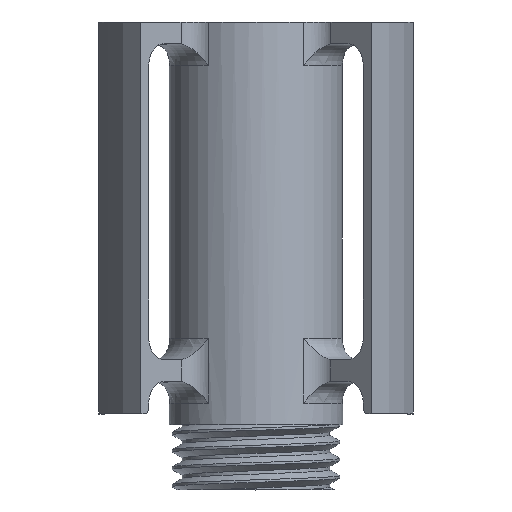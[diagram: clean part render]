
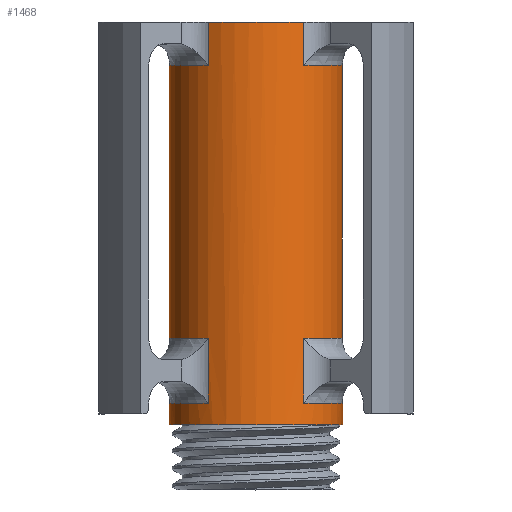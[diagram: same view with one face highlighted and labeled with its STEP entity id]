
A CAD part, top view. The second image highlights one B-rep face of the part: STEP entity #1468.
In plain terms, the highlighted cylindrical face has radius 20 mm (diameter 40 mm), a full revolution.
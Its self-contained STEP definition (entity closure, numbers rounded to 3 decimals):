
#18=FACE_BOUND('',#163,.T.);
#19=FACE_BOUND('',#164,.T.);
#20=FACE_BOUND('',#165,.T.);
#82=FACE_OUTER_BOUND('',#162,.T.);
#162=EDGE_LOOP('',(#1021,#1022,#1023,#1024,#1025,#1026,#1027,#1028,#1029,
#1030,#1031,#1032,#1033,#1034,#1035,#1036));
#163=EDGE_LOOP('',(#1037,#1038,#1039,#1040));
#164=EDGE_LOOP('',(#1041,#1042,#1043,#1044));
#165=EDGE_LOOP('',(#1045,#1046,#1047,#1048));
#240=CIRCLE('',#1563,20.);
#242=CIRCLE('',#1566,20.);
#252=CIRCLE('',#1580,20.);
#253=CIRCLE('',#1581,20.);
#254=CIRCLE('',#1582,20.);
#255=CIRCLE('',#1583,20.);
#256=CIRCLE('',#1584,20.);
#257=CIRCLE('',#1585,20.);
#258=CIRCLE('',#1586,20.);
#259=CIRCLE('',#1587,20.);
#260=CIRCLE('',#1588,20.);
#261=CIRCLE('',#1589,20.);
#262=CIRCLE('',#1590,20.);
#263=CIRCLE('',#1591,20.);
#395=LINE('',#2643,#479);
#397=LINE('',#2714,#481);
#409=LINE('',#2752,#493);
#410=LINE('',#2756,#494);
#411=LINE('',#2760,#495);
#412=LINE('',#2764,#496);
#413=LINE('',#2768,#497);
#414=LINE('',#2772,#498);
#415=LINE('',#2776,#499);
#416=LINE('',#2780,#500);
#417=LINE('',#2784,#501);
#418=LINE('',#2790,#502);
#419=LINE('',#2793,#503);
#479=VECTOR('',#1771,10.);
#481=VECTOR('',#1795,10.);
#493=VECTOR('',#1827,20.);
#494=VECTOR('',#1830,10.);
#495=VECTOR('',#1833,10.);
#496=VECTOR('',#1836,10.);
#497=VECTOR('',#1839,10.);
#498=VECTOR('',#1842,10.);
#499=VECTOR('',#1845,10.);
#500=VECTOR('',#1848,10.);
#501=VECTOR('',#1851,10.);
#502=VECTOR('',#1856,10.);
#503=VECTOR('',#1859,10.);
#575=VERTEX_POINT('',#2641);
#576=VERTEX_POINT('',#2642);
#581=VERTEX_POINT('',#2676);
#583=VERTEX_POINT('',#2693);
#601=VERTEX_POINT('',#2749);
#602=VERTEX_POINT('',#2751);
#603=VERTEX_POINT('',#2753);
#604=VERTEX_POINT('',#2755);
#605=VERTEX_POINT('',#2757);
#606=VERTEX_POINT('',#2759);
#607=VERTEX_POINT('',#2761);
#608=VERTEX_POINT('',#2763);
#609=VERTEX_POINT('',#2765);
#610=VERTEX_POINT('',#2767);
#611=VERTEX_POINT('',#2769);
#612=VERTEX_POINT('',#2771);
#613=VERTEX_POINT('',#2773);
#614=VERTEX_POINT('',#2775);
#615=VERTEX_POINT('',#2778);
#616=VERTEX_POINT('',#2779);
#617=VERTEX_POINT('',#2781);
#618=VERTEX_POINT('',#2783);
#619=VERTEX_POINT('',#2786);
#620=VERTEX_POINT('',#2787);
#621=VERTEX_POINT('',#2789);
#622=VERTEX_POINT('',#2791);
#738=EDGE_CURVE('',#575,#576,#395,.T.);
#744=EDGE_CURVE('',#576,#581,#240,.T.);
#747=EDGE_CURVE('',#583,#575,#242,.T.);
#752=EDGE_CURVE('',#581,#583,#397,.T.);
#770=EDGE_CURVE('',#601,#601,#252,.T.);
#771=EDGE_CURVE('',#601,#602,#409,.T.);
#772=EDGE_CURVE('',#603,#602,#253,.T.);
#773=EDGE_CURVE('',#604,#603,#410,.T.);
#774=EDGE_CURVE('',#605,#604,#254,.T.);
#775=EDGE_CURVE('',#606,#605,#411,.T.);
#776=EDGE_CURVE('',#607,#606,#255,.T.);
#777=EDGE_CURVE('',#608,#607,#412,.T.);
#778=EDGE_CURVE('',#609,#608,#256,.T.);
#779=EDGE_CURVE('',#610,#609,#413,.T.);
#780=EDGE_CURVE('',#611,#610,#257,.T.);
#781=EDGE_CURVE('',#612,#611,#414,.T.);
#782=EDGE_CURVE('',#613,#612,#258,.T.);
#783=EDGE_CURVE('',#614,#613,#415,.T.);
#784=EDGE_CURVE('',#602,#614,#259,.T.);
#785=EDGE_CURVE('',#615,#616,#416,.T.);
#786=EDGE_CURVE('',#617,#615,#260,.T.);
#787=EDGE_CURVE('',#618,#617,#417,.T.);
#788=EDGE_CURVE('',#616,#618,#261,.T.);
#789=EDGE_CURVE('',#619,#620,#262,.T.);
#790=EDGE_CURVE('',#621,#619,#418,.T.);
#791=EDGE_CURVE('',#622,#621,#263,.T.);
#792=EDGE_CURVE('',#620,#622,#419,.T.);
#1021=ORIENTED_EDGE('',*,*,#770,.T.);
#1022=ORIENTED_EDGE('',*,*,#771,.T.);
#1023=ORIENTED_EDGE('',*,*,#772,.F.);
#1024=ORIENTED_EDGE('',*,*,#773,.F.);
#1025=ORIENTED_EDGE('',*,*,#774,.F.);
#1026=ORIENTED_EDGE('',*,*,#775,.F.);
#1027=ORIENTED_EDGE('',*,*,#776,.F.);
#1028=ORIENTED_EDGE('',*,*,#777,.F.);
#1029=ORIENTED_EDGE('',*,*,#778,.F.);
#1030=ORIENTED_EDGE('',*,*,#779,.F.);
#1031=ORIENTED_EDGE('',*,*,#780,.F.);
#1032=ORIENTED_EDGE('',*,*,#781,.F.);
#1033=ORIENTED_EDGE('',*,*,#782,.F.);
#1034=ORIENTED_EDGE('',*,*,#783,.F.);
#1035=ORIENTED_EDGE('',*,*,#784,.F.);
#1036=ORIENTED_EDGE('',*,*,#771,.F.);
#1037=ORIENTED_EDGE('',*,*,#785,.F.);
#1038=ORIENTED_EDGE('',*,*,#786,.F.);
#1039=ORIENTED_EDGE('',*,*,#787,.F.);
#1040=ORIENTED_EDGE('',*,*,#788,.F.);
#1041=ORIENTED_EDGE('',*,*,#789,.F.);
#1042=ORIENTED_EDGE('',*,*,#790,.F.);
#1043=ORIENTED_EDGE('',*,*,#791,.F.);
#1044=ORIENTED_EDGE('',*,*,#792,.F.);
#1045=ORIENTED_EDGE('',*,*,#738,.F.);
#1046=ORIENTED_EDGE('',*,*,#747,.F.);
#1047=ORIENTED_EDGE('',*,*,#752,.F.);
#1048=ORIENTED_EDGE('',*,*,#744,.F.);
#1430=CYLINDRICAL_SURFACE('',#1579,20.);
#1468=ADVANCED_FACE('',(#82,#18,#19,#20),#1430,.T.);
#1563=AXIS2_PLACEMENT_3D('',#2677,#1779,#1780);
#1566=AXIS2_PLACEMENT_3D('',#2694,#1785,#1786);
#1579=AXIS2_PLACEMENT_3D('',#2748,#1823,#1824);
#1580=AXIS2_PLACEMENT_3D('',#2750,#1825,#1826);
#1581=AXIS2_PLACEMENT_3D('',#2754,#1828,#1829);
#1582=AXIS2_PLACEMENT_3D('',#2758,#1831,#1832);
#1583=AXIS2_PLACEMENT_3D('',#2762,#1834,#1835);
#1584=AXIS2_PLACEMENT_3D('',#2766,#1837,#1838);
#1585=AXIS2_PLACEMENT_3D('',#2770,#1840,#1841);
#1586=AXIS2_PLACEMENT_3D('',#2774,#1843,#1844);
#1587=AXIS2_PLACEMENT_3D('',#2777,#1846,#1847);
#1588=AXIS2_PLACEMENT_3D('',#2782,#1849,#1850);
#1589=AXIS2_PLACEMENT_3D('',#2785,#1852,#1853);
#1590=AXIS2_PLACEMENT_3D('',#2788,#1854,#1855);
#1591=AXIS2_PLACEMENT_3D('',#2792,#1857,#1858);
#1771=DIRECTION('',(0.,1.,0.));
#1779=DIRECTION('center_axis',(0.,-1.,0.));
#1780=DIRECTION('ref_axis',(-0.866,0.,0.5));
#1785=DIRECTION('center_axis',(0.,1.,0.));
#1786=DIRECTION('ref_axis',(-0.866,0.,0.5));
#1795=DIRECTION('',(0.,-1.,0.));
#1823=DIRECTION('center_axis',(0.,-1.,0.));
#1824=DIRECTION('ref_axis',(1.,0.,0.));
#1825=DIRECTION('center_axis',(0.,1.,0.));
#1826=DIRECTION('ref_axis',(1.,0.,0.));
#1827=DIRECTION('',(0.,1.,0.));
#1828=DIRECTION('center_axis',(0.,1.,0.));
#1829=DIRECTION('ref_axis',(1.,0.,0.));
#1830=DIRECTION('',(0.,1.,0.));
#1831=DIRECTION('center_axis',(0.,1.,0.));
#1832=DIRECTION('ref_axis',(0.,0.,-1.));
#1833=DIRECTION('',(0.,-1.,0.));
#1834=DIRECTION('center_axis',(0.,1.,0.));
#1835=DIRECTION('ref_axis',(1.,0.,0.));
#1836=DIRECTION('',(0.,1.,0.));
#1837=DIRECTION('center_axis',(0.,1.,0.));
#1838=DIRECTION('ref_axis',(0.866,0.,0.5));
#1839=DIRECTION('',(0.,-1.,0.));
#1840=DIRECTION('center_axis',(0.,1.,0.));
#1841=DIRECTION('ref_axis',(1.,0.,0.));
#1842=DIRECTION('',(0.,1.,0.));
#1843=DIRECTION('center_axis',(0.,1.,0.));
#1844=DIRECTION('ref_axis',(-0.866,0.,0.5));
#1845=DIRECTION('',(0.,-1.,0.));
#1846=DIRECTION('center_axis',(0.,1.,0.));
#1847=DIRECTION('ref_axis',(1.,0.,0.));
#1848=DIRECTION('',(0.,1.,0.));
#1849=DIRECTION('center_axis',(0.,1.,0.));
#1850=DIRECTION('ref_axis',(0.866,0.,0.5));
#1851=DIRECTION('',(0.,-1.,0.));
#1852=DIRECTION('center_axis',(0.,-1.,0.));
#1853=DIRECTION('ref_axis',(0.866,0.,0.5));
#1854=DIRECTION('center_axis',(0.,-1.,0.));
#1855=DIRECTION('ref_axis',(0.,0.,-1.));
#1856=DIRECTION('',(0.,1.,0.));
#1857=DIRECTION('center_axis',(0.,1.,0.));
#1858=DIRECTION('ref_axis',(0.,0.,-1.));
#1859=DIRECTION('',(0.,-1.,0.));
#2641=CARTESIAN_POINT('',(-11.028,-88.,16.685));
#2642=CARTESIAN_POINT('',(-11.028,-73.,16.685));
#2643=CARTESIAN_POINT('',(-11.028,0.,16.685));
#2676=CARTESIAN_POINT('',(-19.963,-73.,1.208));
#2677=CARTESIAN_POINT('Origin',(0.,-73.,0.));
#2693=CARTESIAN_POINT('',(-19.963,-88.,1.208));
#2694=CARTESIAN_POINT('Origin',(0.,-88.,0.));
#2714=CARTESIAN_POINT('',(-19.963,0.,1.208));
#2748=CARTESIAN_POINT('Origin',(0.,0.,0.));
#2749=CARTESIAN_POINT('',(-20.,-93.,0.));
#2750=CARTESIAN_POINT('Origin',(0.,-93.,0.));
#2751=CARTESIAN_POINT('',(-20.,0.,0.));
#2752=CARTESIAN_POINT('',(-20.,0.,0.));
#2753=CARTESIAN_POINT('',(-8.936,0.,-17.893));
#2754=CARTESIAN_POINT('Origin',(0.,0.,0.));
#2755=CARTESIAN_POINT('',(-8.936,-10.,-17.893));
#2756=CARTESIAN_POINT('',(-8.936,0.,-17.893));
#2757=CARTESIAN_POINT('',(8.936,-10.,-17.893));
#2758=CARTESIAN_POINT('Origin',(0.,-10.,0.));
#2759=CARTESIAN_POINT('',(8.936,0.,-17.893));
#2760=CARTESIAN_POINT('',(8.936,0.,-17.893));
#2761=CARTESIAN_POINT('',(19.963,0.,1.208));
#2762=CARTESIAN_POINT('Origin',(0.,0.,0.));
#2763=CARTESIAN_POINT('',(19.963,-10.,1.208));
#2764=CARTESIAN_POINT('',(19.963,0.,1.208));
#2765=CARTESIAN_POINT('',(11.028,-10.,16.685));
#2766=CARTESIAN_POINT('Origin',(0.,-10.,0.));
#2767=CARTESIAN_POINT('',(11.028,0.,16.685));
#2768=CARTESIAN_POINT('',(11.028,0.,16.685));
#2769=CARTESIAN_POINT('',(-11.028,0.,16.685));
#2770=CARTESIAN_POINT('Origin',(0.,0.,0.));
#2771=CARTESIAN_POINT('',(-11.028,-10.,16.685));
#2772=CARTESIAN_POINT('',(-11.028,0.,16.685));
#2773=CARTESIAN_POINT('',(-19.963,-10.,1.208));
#2774=CARTESIAN_POINT('Origin',(0.,-10.,0.));
#2775=CARTESIAN_POINT('',(-19.963,0.,1.208));
#2776=CARTESIAN_POINT('',(-19.963,0.,1.208));
#2777=CARTESIAN_POINT('Origin',(0.,0.,0.));
#2778=CARTESIAN_POINT('',(19.963,-88.,1.208));
#2779=CARTESIAN_POINT('',(19.963,-73.,1.208));
#2780=CARTESIAN_POINT('',(19.963,0.,1.208));
#2781=CARTESIAN_POINT('',(11.028,-88.,16.685));
#2782=CARTESIAN_POINT('Origin',(0.,-88.,0.));
#2783=CARTESIAN_POINT('',(11.028,-73.,16.685));
#2784=CARTESIAN_POINT('',(11.028,0.,16.685));
#2785=CARTESIAN_POINT('Origin',(0.,-73.,0.));
#2786=CARTESIAN_POINT('',(-8.936,-73.,-17.893));
#2787=CARTESIAN_POINT('',(8.936,-73.,-17.893));
#2788=CARTESIAN_POINT('Origin',(0.,-73.,0.));
#2789=CARTESIAN_POINT('',(-8.936,-88.,-17.893));
#2790=CARTESIAN_POINT('',(-8.936,0.,-17.893));
#2791=CARTESIAN_POINT('',(8.936,-88.,-17.893));
#2792=CARTESIAN_POINT('Origin',(0.,-88.,0.));
#2793=CARTESIAN_POINT('',(8.936,0.,-17.893));
